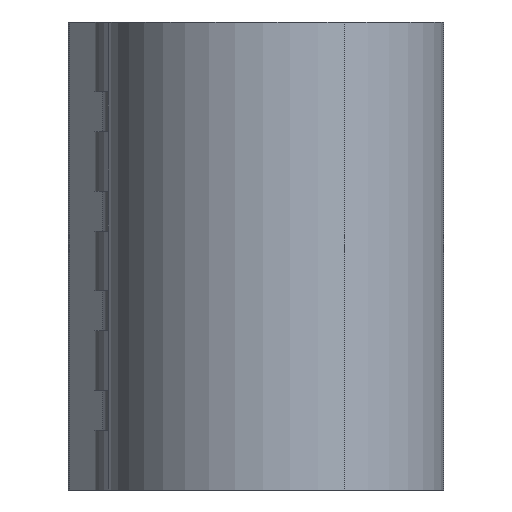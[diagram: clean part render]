
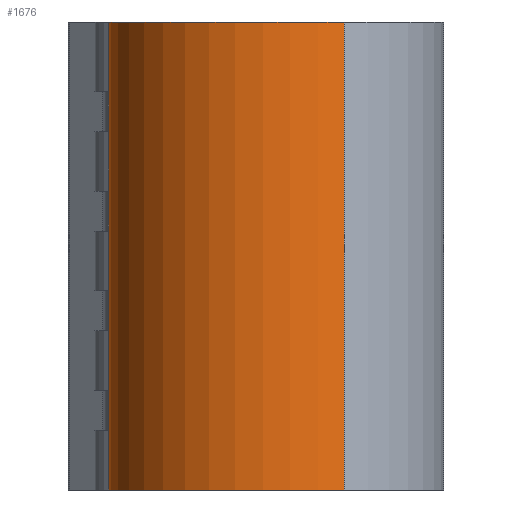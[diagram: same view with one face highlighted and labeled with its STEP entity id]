
A CAD part, front view. The second image highlights one B-rep face of the part: STEP entity #1676.
In plain terms, the highlighted cylindrical face has radius 17 mm (diameter 34 mm), a partial arc.
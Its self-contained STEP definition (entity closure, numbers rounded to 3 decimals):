
#25 = CARTESIAN_POINT ( 'NONE',  ( -3.536, -30.128, 47. ) ) ;
#82 = EDGE_LOOP ( 'NONE', ( #183, #627, #1315, #1658 ) ) ;
#183 = ORIENTED_EDGE ( 'NONE', *, *, #945, .F. ) ;
#232 = EDGE_CURVE ( 'NONE', #594, #1149, #925, .T. ) ;
#297 = DIRECTION ( 'NONE',  ( 0., 0., -1. ) ) ;
#396 = CARTESIAN_POINT ( 'NONE',  ( 13.464, -30.128, 47. ) ) ;
#414 = AXIS2_PLACEMENT_3D ( 'NONE', #1529, #1353, #778 ) ;
#594 = VERTEX_POINT ( 'NONE', #1900 ) ;
#604 = CIRCLE ( 'NONE', #414, 17. ) ;
#627 = ORIENTED_EDGE ( 'NONE', *, *, #1644, .F. ) ;
#632 = EDGE_CURVE ( 'NONE', #1154, #594, #604, .T. ) ;
#672 = AXIS2_PLACEMENT_3D ( 'NONE', #1653, #297, #1944 ) ;
#778 = DIRECTION ( 'NONE',  ( -1., 0., 0. ) ) ;
#925 = LINE ( 'NONE', #25, #1554 ) ;
#945 = EDGE_CURVE ( 'NONE', #1828, #1154, #1759, .T. ) ;
#991 = DIRECTION ( 'NONE',  ( 0., 0., -1. ) ) ;
#1000 = DIRECTION ( 'NONE',  ( 0., 0., 1. ) ) ;
#1016 = VECTOR ( 'NONE', #991, 1000. ) ;
#1055 = AXIS2_PLACEMENT_3D ( 'NONE', #396, #1000, #1603 ) ;
#1143 = CIRCLE ( 'NONE', #1055, 17. ) ;
#1149 = VERTEX_POINT ( 'NONE', #1498 ) ;
#1154 = VERTEX_POINT ( 'NONE', #1321 ) ;
#1212 = CYLINDRICAL_SURFACE ( 'NONE', #672, 17. ) ;
#1315 = ORIENTED_EDGE ( 'NONE', *, *, #232, .F. ) ;
#1321 = CARTESIAN_POINT ( 'NONE',  ( 20.13, -45.767, 0. ) ) ;
#1342 = FACE_OUTER_BOUND ( 'NONE', #82, .T. ) ;
#1353 = DIRECTION ( 'NONE',  ( 0., 0., -1. ) ) ;
#1356 = DIRECTION ( 'NONE',  ( 0., 0., 1. ) ) ;
#1498 = CARTESIAN_POINT ( 'NONE',  ( -3.536, -30.128, 47. ) ) ;
#1529 = CARTESIAN_POINT ( 'NONE',  ( 13.464, -30.128, 0. ) ) ;
#1554 = VECTOR ( 'NONE', #1356, 1000. ) ;
#1603 = DIRECTION ( 'NONE',  ( -1., 0., 0. ) ) ;
#1644 = EDGE_CURVE ( 'NONE', #1149, #1828, #1143, .T. ) ;
#1653 = CARTESIAN_POINT ( 'NONE',  ( 13.464, -30.128, 47. ) ) ;
#1658 = ORIENTED_EDGE ( 'NONE', *, *, #632, .F. ) ;
#1676 = ADVANCED_FACE ( 'NONE', ( #1342 ), #1212, .T. ) ;
#1702 = CARTESIAN_POINT ( 'NONE',  ( 20.13, -45.767, 47. ) ) ;
#1745 = CARTESIAN_POINT ( 'NONE',  ( 20.13, -45.767, 23.5 ) ) ;
#1759 = LINE ( 'NONE', #1745, #1016 ) ;
#1828 = VERTEX_POINT ( 'NONE', #1702 ) ;
#1900 = CARTESIAN_POINT ( 'NONE',  ( -3.536, -30.128, 0. ) ) ;
#1944 = DIRECTION ( 'NONE',  ( -1., 0., 0. ) ) ;
